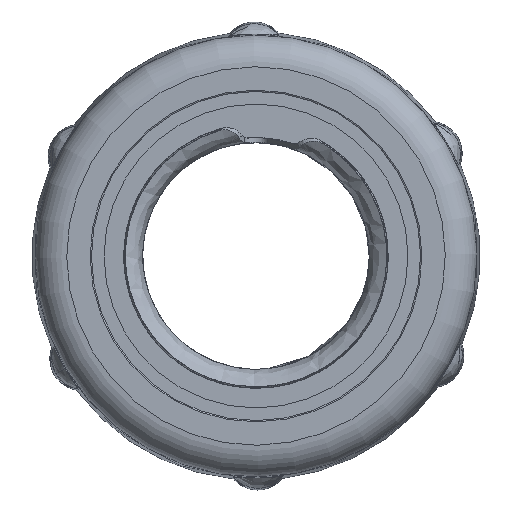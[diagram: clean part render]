
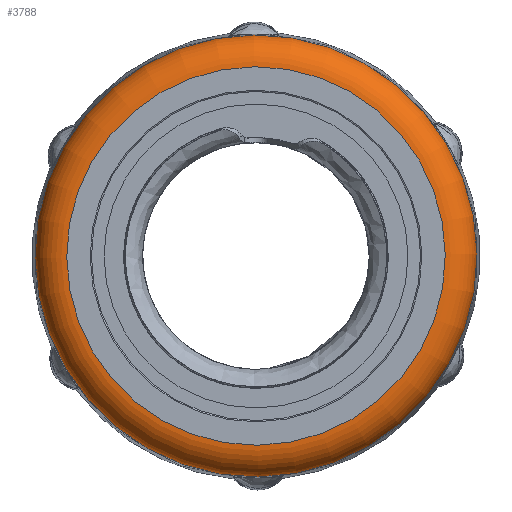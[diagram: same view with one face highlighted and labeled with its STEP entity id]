
A CAD part, front view. The second image highlights one B-rep face of the part: STEP entity #3788.
In plain terms, the highlighted toroidal (fillet/blend) face has major radius 14.95 mm and minor radius 2.5 mm.
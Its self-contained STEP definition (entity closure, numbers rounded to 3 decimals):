
#90=TOROIDAL_SURFACE('',#4080,14.951,2.5);
#747=FACE_OUTER_BOUND('',#983,.T.);
#983=EDGE_LOOP('',(#2810,#2811,#2812,#2813,#2814));
#1371=CIRCLE('',#4054,14.951);
#1392=CIRCLE('',#4078,17.45);
#1393=CIRCLE('',#4079,17.45);
#1394=CIRCLE('',#4081,2.5);
#1672=VERTEX_POINT('',#6845);
#1692=VERTEX_POINT('',#6889);
#1693=VERTEX_POINT('',#6890);
#2082=EDGE_CURVE('',#1672,#1672,#1371,.T.);
#2103=EDGE_CURVE('',#1692,#1693,#1392,.T.);
#2104=EDGE_CURVE('',#1693,#1692,#1393,.T.);
#2112=EDGE_CURVE('',#1672,#1692,#1394,.T.);
#2810=ORIENTED_EDGE('',*,*,#2082,.F.);
#2811=ORIENTED_EDGE('',*,*,#2112,.T.);
#2812=ORIENTED_EDGE('',*,*,#2103,.T.);
#2813=ORIENTED_EDGE('',*,*,#2104,.T.);
#2814=ORIENTED_EDGE('',*,*,#2112,.F.);
#3788=ADVANCED_FACE('',(#747),#90,.T.);
#4054=AXIS2_PLACEMENT_3D('',#6846,#4453,#4454);
#4078=AXIS2_PLACEMENT_3D('',#6891,#4501,#4502);
#4079=AXIS2_PLACEMENT_3D('',#6892,#4503,#4504);
#4080=AXIS2_PLACEMENT_3D('',#6906,#4512,#4513);
#4081=AXIS2_PLACEMENT_3D('',#6907,#4514,#4515);
#4453=DIRECTION('center_axis',(0.,-1.,0.));
#4454=DIRECTION('ref_axis',(-0.862,0.,-0.507));
#4501=DIRECTION('center_axis',(0.,-1.,0.));
#4502=DIRECTION('ref_axis',(-0.862,0.,-0.507));
#4503=DIRECTION('center_axis',(0.,-1.,0.));
#4504=DIRECTION('ref_axis',(-0.862,0.,-0.507));
#4512=DIRECTION('center_axis',(0.,-1.,0.));
#4513=DIRECTION('ref_axis',(-0.507,0.,0.862));
#4514=DIRECTION('center_axis',(0.862,0.,
0.507));
#4515=DIRECTION('ref_axis',(0.507,0.,-0.862));
#6845=CARTESIAN_POINT('',(7.585,-9.766,-12.883));
#6846=CARTESIAN_POINT('Origin',(0.,-9.766,
0.));
#6889=CARTESIAN_POINT('',(8.853,-7.316,-15.037));
#6890=CARTESIAN_POINT('',(-15.037,-7.316,-8.853));
#6891=CARTESIAN_POINT('Origin',(0.,-7.316,
0.));
#6892=CARTESIAN_POINT('Origin',(0.,-7.316,
0.));
#6906=CARTESIAN_POINT('Origin',(0.,-7.266,
0.));
#6907=CARTESIAN_POINT('Origin',(7.585,-7.266,-12.883));
